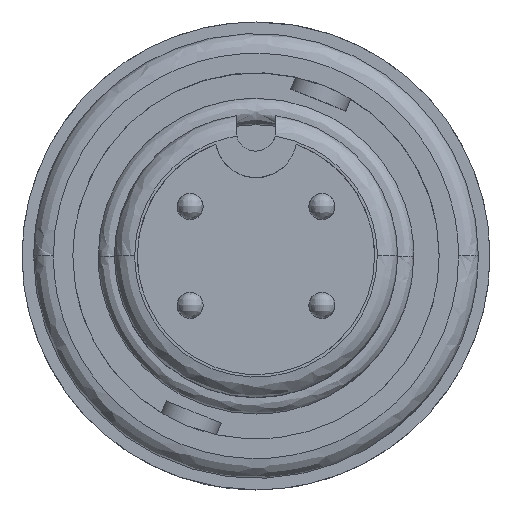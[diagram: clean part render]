
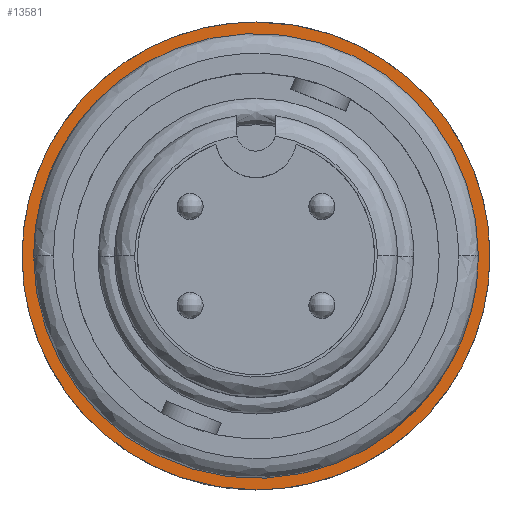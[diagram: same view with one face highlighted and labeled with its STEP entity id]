
A CAD part, top view. The second image highlights one B-rep face of the part: STEP entity #13581.
In plain terms, the highlighted planar face has unit normal (0, 0, 1).
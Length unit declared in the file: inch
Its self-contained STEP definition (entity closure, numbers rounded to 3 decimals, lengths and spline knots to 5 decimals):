
#373 = CARTESIAN_POINT ( 'NONE',  ( 0.28388, 0.21816, -0.058 ) ) ;
#654 = DIRECTION ( 'NONE',  ( 0., 1., 0. ) ) ;
#769 = ORIENTED_EDGE ( 'NONE', *, *, #2651, .F. ) ;
#805 = CARTESIAN_POINT ( 'NONE',  ( -0.28388, 0.21816, -0.058 ) ) ;
#1027 = FACE_OUTER_BOUND ( 'NONE', #18427, .T. ) ;
#1343 = CARTESIAN_POINT ( 'NONE',  ( -0.3375, -0.48091, -0.058 ) ) ;
#1788 = CARTESIAN_POINT ( 'NONE',  ( 0.31335, -0.12536, -0.058 ) ) ;
#1900 = CARTESIAN_POINT ( 'NONE',  ( -0.31335, 0.12536, -0.058 ) ) ;
#2074 = CARTESIAN_POINT ( 'NONE',  ( 0.34576, 0.09292, -0.058 ) ) ;
#2531 = CARTESIAN_POINT ( 'NONE',  ( -0.17878, 0.31019, -0.058 ) ) ;
#2651 = EDGE_CURVE ( 'NONE', #19111, #20485, #17680, .T. ) ;
#3062 = CARTESIAN_POINT ( 'NONE',  ( 0.13473, -0.57186, -0.058 ) ) ;
#3372 = CARTESIAN_POINT ( 'NONE',  ( 0.31335, -0.12536, -0.058 ) ) ;
#3806 = CARTESIAN_POINT ( 'NONE',  ( 0.355, -0.04647, -0.058 ) ) ;
#3935 = ORIENTED_EDGE ( 'NONE', *, *, #14621, .F. ) ;
#4021 = CARTESIAN_POINT ( 'NONE',  ( 0., -0.355, -0.058 ) ) ;
#4166 = CARTESIAN_POINT ( 'NONE',  ( -0.17878, -0.31019, -0.058 ) ) ;
#4240 = CARTESIAN_POINT ( 'NONE',  ( -0.04647, 0.355, -0.058 ) ) ;
#4397 = VERTEX_POINT ( 'NONE', #3372 ) ;
#5504 = CARTESIAN_POINT ( 'NONE',  ( 0.31019, -0.17878, -0.058 ) ) ;
#5622 = CARTESIAN_POINT ( 'NONE',  ( -0.32935, 0.08537, -0.058 ) ) ;
#5874 = ORIENTED_EDGE ( 'NONE', *, *, #16385, .F. ) ;
#5882 = CARTESIAN_POINT ( 'NONE',  ( -0.28388, -0.21816, -0.058 ) ) ;
#6905 = CARTESIAN_POINT ( 'NONE',  ( -0.31335, 0.12536, -0.058 ) ) ;
#6979 = CARTESIAN_POINT ( 'NONE',  ( 0.3375, 0.48091, -0.058 ) ) ;
#7227 = CARTESIAN_POINT ( 'NONE',  ( 0.21816, -0.28388, -0.058 ) ) ;
#7595 = CARTESIAN_POINT ( 'NONE',  ( -0.34576, -0.09292, -0.058 ) ) ;
#8638 =( BOUNDED_CURVE ( )  B_SPLINE_CURVE ( 3, ( #17559, #5622, #9041, #20988 ),
 .UNSPECIFIED., .F., .F. ) 
 B_SPLINE_CURVE_WITH_KNOTS ( ( 4, 4 ),
 ( 0., 1. ),
 .UNSPECIFIED. ) 
 CURVE ( )  GEOMETRIC_REPRESENTATION_ITEM ( )  RATIONAL_B_SPLINE_CURVE ( ( 1., 0.988, 0.988, 1. ) ) 
 REPRESENTATION_ITEM ( '' )  );
#8859 = CARTESIAN_POINT ( 'NONE',  ( 0.09292, 0.34576, -0.058 ) ) ;
#8927 = CARTESIAN_POINT ( 'NONE',  ( 0.09292, -0.34576, -0.058 ) ) ;
#9041 = CARTESIAN_POINT ( 'NONE',  ( -0.3375, 0.04307, -0.058 ) ) ;
#9114 = VERTEX_POINT ( 'NONE', #15490 ) ;
#9298 = CARTESIAN_POINT ( 'NONE',  ( -0.355, 0.04647, -0.058 ) ) ;
#9555 = ORIENTED_EDGE ( 'NONE', *, *, #18296, .F. ) ;
#9812 = ORIENTED_EDGE ( 'NONE', *, *, #15469, .F. ) ;
#10100 = FACE_BOUND ( 'NONE', #20898, .T. ) ;
#10344 = CARTESIAN_POINT ( 'NONE',  ( 0.3375, 0., -0.058 ) ) ;
#10382 = CARTESIAN_POINT ( 'NONE',  ( 0.3375, 0., -0.058 ) ) ;
#10417 = CARTESIAN_POINT ( 'NONE',  ( 0.04647, 0.355, -0.058 ) ) ;
#10560 = CARTESIAN_POINT ( 'NONE',  ( 0.21816, 0.28388, -0.058 ) ) ;
#10645 = CARTESIAN_POINT ( 'NONE',  ( 0., -0.355, -0.058 ) ) ;
#10849 = DIRECTION ( 'NONE',  ( 0., 0., -1. ) ) ;
#11021 = CARTESIAN_POINT ( 'NONE',  ( -0.31019, 0.17878, -0.058 ) ) ;
#11560 = CARTESIAN_POINT ( 'NONE',  ( -0.3375, 0., -0.058 ) ) ;
#12017 = CARTESIAN_POINT ( 'NONE',  ( 0.32935, -0.08537, -0.058 ) ) ;
#12119 = CARTESIAN_POINT ( 'NONE',  ( -0.13473, 0.57186, -0.058 ) ) ;
#12296 = CARTESIAN_POINT ( 'NONE',  ( 0.31019, 0.17878, -0.058 ) ) ;
#12736 = CARTESIAN_POINT ( 'NONE',  ( -0.21816, 0.28388, -0.058 ) ) ;
#12808 = VERTEX_POINT ( 'NONE', #6905 ) ;
#13581 = ADVANCED_FACE ( 'NONE', ( #1027, #10100 ), #21101, .F. ) ;
#14009 = CARTESIAN_POINT ( 'NONE',  ( 0.355, 0.04647, -0.058 ) ) ;
#14194 = EDGE_CURVE ( 'NONE', #12808, #9114, #8638, .T. ) ;
#14369 = CARTESIAN_POINT ( 'NONE',  ( -0.09292, -0.34576, -0.058 ) ) ;
#14454 = CARTESIAN_POINT ( 'NONE',  ( -0.09292, 0.34576, -0.058 ) ) ;
#14621 = EDGE_CURVE ( 'NONE', #4397, #15027, #15640, .T. ) ;
#14794 = AXIS2_PLACEMENT_3D ( 'NONE', #17676, #10849, #654 ) ;
#14981 = CARTESIAN_POINT ( 'NONE',  ( 0., -0.355, -0.058 ) ) ;
#14986 = CARTESIAN_POINT ( 'NONE',  ( 0.31335, -0.12536, -0.058 ) ) ;
#15027 = VERTEX_POINT ( 'NONE', #19984 ) ;
#15469 = EDGE_CURVE ( 'NONE', #15027, #12808, #17722, .T. ) ;
#15490 = CARTESIAN_POINT ( 'NONE',  ( -0.3375, 0., -0.058 ) ) ;
#15640 =( BOUNDED_CURVE ( )  B_SPLINE_CURVE ( 3, ( #1788, #12017, #20597, #10344 ),
 .UNSPECIFIED., .F., .F. ) 
 B_SPLINE_CURVE_WITH_KNOTS ( ( 4, 4 ),
 ( 0., 1. ),
 .UNSPECIFIED. ) 
 CURVE ( )  GEOMETRIC_REPRESENTATION_ITEM ( )  RATIONAL_B_SPLINE_CURVE ( ( 1., 0.988, 0.988, 1. ) ) 
 REPRESENTATION_ITEM ( '' )  );
#15723 = CARTESIAN_POINT ( 'NONE',  ( 0.34576, -0.09292, -0.058 ) ) ;
#16027 = ORIENTED_EDGE ( 'NONE', *, *, #14194, .F. ) ;
#16104 = CARTESIAN_POINT ( 'NONE',  ( -0.21816, -0.28388, -0.058 ) ) ;
#16173 = CARTESIAN_POINT ( 'NONE',  ( 0., 0.355, -0.058 ) ) ;
#16211 =( BOUNDED_CURVE ( )  B_SPLINE_CURVE ( 3, ( #11560, #1343, #3062, #14986 ),
 .UNSPECIFIED., .F., .F. ) 
 B_SPLINE_CURVE_WITH_KNOTS ( ( 4, 4 ),
 ( 0., 1. ),
 .UNSPECIFIED. ) 
 CURVE ( )  GEOMETRIC_REPRESENTATION_ITEM ( )  RATIONAL_B_SPLINE_CURVE ( ( 1., 0.459, 0.459, 1. ) ) 
 REPRESENTATION_ITEM ( '' )  );
#16385 = EDGE_CURVE ( 'NONE', #20485, #19111, #17432, .T. ) ;
#17432 = B_SPLINE_CURVE_WITH_KNOTS ( 'NONE', 3,
 ( #4021, #21025, #14369, #4166, #16104, #5882, #17823, #7595, #19538, #9298, #21252, #11021, #805, #12736, #2531, #14454, #4240, #16173 ),
 .UNSPECIFIED., .F., .F.,
 ( 4, 2, 2, 2, 2, 2, 2, 2, 4 ),
 ( 0., 0.125, 0.25, 0.375, 0.5, 0.625, 0.75, 0.875, 1. ),
 .UNSPECIFIED. ) ;
#17458 = CARTESIAN_POINT ( 'NONE',  ( 0.28388, -0.21816, -0.058 ) ) ;
#17559 = CARTESIAN_POINT ( 'NONE',  ( -0.31335, 0.12536, -0.058 ) ) ;
#17676 = CARTESIAN_POINT ( 'NONE',  ( 0.12536, 0.31335, -0.058 ) ) ;
#17680 = B_SPLINE_CURVE_WITH_KNOTS ( 'NONE', 3,
 ( #19079, #10417, #8859, #20809, #10560, #373, #12296, #2074, #14009, #3806, #15723, #5504, #17458, #7227, #19149, #8927, #20891, #10645 ),
 .UNSPECIFIED., .F., .F.,
 ( 4, 2, 2, 2, 2, 2, 2, 2, 4 ),
 ( 0., 0.125, 0.25, 0.375, 0.5, 0.625, 0.75, 0.875, 1. ),
 .UNSPECIFIED. ) ;
#17722 =( BOUNDED_CURVE ( )  B_SPLINE_CURVE ( 3, ( #10382, #6979, #12119, #1900 ),
 .UNSPECIFIED., .F., .F. ) 
 B_SPLINE_CURVE_WITH_KNOTS ( ( 4, 4 ),
 ( 0., 1. ),
 .UNSPECIFIED. ) 
 CURVE ( )  GEOMETRIC_REPRESENTATION_ITEM ( )  RATIONAL_B_SPLINE_CURVE ( ( 1., 0.459, 0.459, 1. ) ) 
 REPRESENTATION_ITEM ( '' )  );
#17823 = CARTESIAN_POINT ( 'NONE',  ( -0.31019, -0.17878, -0.058 ) ) ;
#18296 = EDGE_CURVE ( 'NONE', #9114, #4397, #16211, .T. ) ;
#18427 = EDGE_LOOP ( 'NONE', ( #5874, #769 ) ) ;
#19066 = CARTESIAN_POINT ( 'NONE',  ( 0., 0.355, -0.058 ) ) ;
#19079 = CARTESIAN_POINT ( 'NONE',  ( 0., 0.355, -0.058 ) ) ;
#19111 = VERTEX_POINT ( 'NONE', #19066 ) ;
#19149 = CARTESIAN_POINT ( 'NONE',  ( 0.17878, -0.31019, -0.058 ) ) ;
#19538 = CARTESIAN_POINT ( 'NONE',  ( -0.355, -0.04647, -0.058 ) ) ;
#19984 = CARTESIAN_POINT ( 'NONE',  ( 0.3375, 0., -0.058 ) ) ;
#20485 = VERTEX_POINT ( 'NONE', #14981 ) ;
#20597 = CARTESIAN_POINT ( 'NONE',  ( 0.3375, -0.04307, -0.058 ) ) ;
#20809 = CARTESIAN_POINT ( 'NONE',  ( 0.17878, 0.31019, -0.058 ) ) ;
#20891 = CARTESIAN_POINT ( 'NONE',  ( 0.04647, -0.355, -0.058 ) ) ;
#20898 = EDGE_LOOP ( 'NONE', ( #9812, #3935, #9555, #16027 ) ) ;
#20988 = CARTESIAN_POINT ( 'NONE',  ( -0.3375, 0., -0.058 ) ) ;
#21025 = CARTESIAN_POINT ( 'NONE',  ( -0.04647, -0.355, -0.058 ) ) ;
#21101 = PLANE ( 'NONE',  #14794 ) ;
#21252 = CARTESIAN_POINT ( 'NONE',  ( -0.34576, 0.09292, -0.058 ) ) ;
